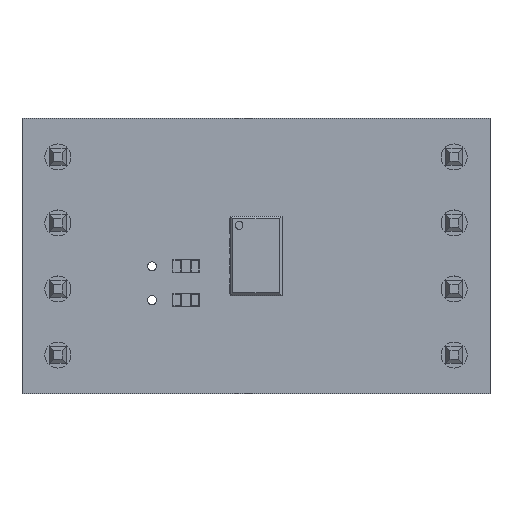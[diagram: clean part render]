
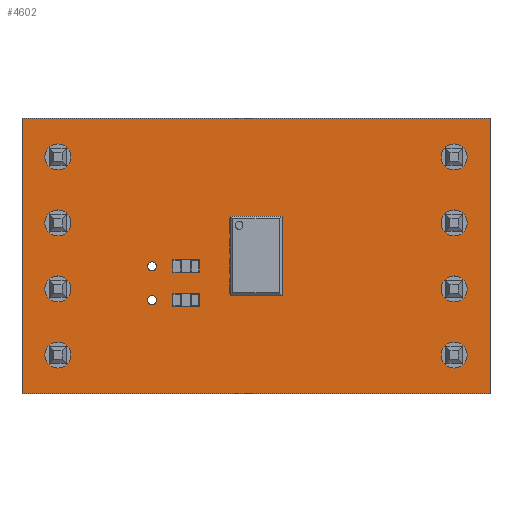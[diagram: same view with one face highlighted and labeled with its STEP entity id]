
A CAD part, top view. The second image highlights one B-rep face of the part: STEP entity #4602.
In plain terms, the highlighted planar face has unit normal (0, 0, 1).
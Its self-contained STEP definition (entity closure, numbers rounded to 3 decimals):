
#67=FACE_BOUND('',#614,.T.);
#68=FACE_BOUND('',#615,.T.);
#69=FACE_BOUND('',#616,.T.);
#70=FACE_BOUND('',#617,.T.);
#71=FACE_BOUND('',#618,.T.);
#72=FACE_BOUND('',#619,.T.);
#73=FACE_BOUND('',#620,.T.);
#74=FACE_BOUND('',#621,.T.);
#75=FACE_BOUND('',#622,.T.);
#76=FACE_BOUND('',#623,.T.);
#102=PLANE('',#4954);
#333=FACE_OUTER_BOUND('',#613,.T.);
#613=EDGE_LOOP('',(#3095,#3096,#3097,#3098));
#614=EDGE_LOOP('',(#3099));
#615=EDGE_LOOP('',(#3100));
#616=EDGE_LOOP('',(#3101));
#617=EDGE_LOOP('',(#3102));
#618=EDGE_LOOP('',(#3103));
#619=EDGE_LOOP('',(#3104));
#620=EDGE_LOOP('',(#3105));
#621=EDGE_LOOP('',(#3106));
#622=EDGE_LOOP('',(#3107));
#623=EDGE_LOOP('',(#3108));
#922=LINE('',#6657,#1455);
#925=LINE('',#6663,#1458);
#928=LINE('',#6669,#1461);
#931=LINE('',#6673,#1464);
#1455=VECTOR('',#5376,10.);
#1458=VECTOR('',#5381,10.);
#1461=VECTOR('',#5386,10.);
#1464=VECTOR('',#5391,10.);
#1977=CIRCLE('',#4922,0.5);
#1979=CIRCLE('',#4925,0.5);
#1981=CIRCLE('',#4928,0.175);
#1983=CIRCLE('',#4931,0.5);
#1985=CIRCLE('',#4934,0.175);
#1987=CIRCLE('',#4937,0.5);
#1989=CIRCLE('',#4940,0.5);
#1991=CIRCLE('',#4943,0.5);
#1993=CIRCLE('',#4946,0.5);
#1995=CIRCLE('',#4949,0.5);
#2063=VERTEX_POINT('',#6593);
#2065=VERTEX_POINT('',#6599);
#2067=VERTEX_POINT('',#6605);
#2069=VERTEX_POINT('',#6611);
#2071=VERTEX_POINT('',#6617);
#2073=VERTEX_POINT('',#6623);
#2075=VERTEX_POINT('',#6629);
#2077=VERTEX_POINT('',#6635);
#2079=VERTEX_POINT('',#6641);
#2081=VERTEX_POINT('',#6647);
#2084=VERTEX_POINT('',#6654);
#2085=VERTEX_POINT('',#6656);
#2087=VERTEX_POINT('',#6662);
#2089=VERTEX_POINT('',#6668);
#2422=EDGE_CURVE('',#2063,#2063,#1977,.T.);
#2425=EDGE_CURVE('',#2065,#2065,#1979,.T.);
#2428=EDGE_CURVE('',#2067,#2067,#1981,.T.);
#2431=EDGE_CURVE('',#2069,#2069,#1983,.T.);
#2434=EDGE_CURVE('',#2071,#2071,#1985,.T.);
#2437=EDGE_CURVE('',#2073,#2073,#1987,.T.);
#2440=EDGE_CURVE('',#2075,#2075,#1989,.T.);
#2443=EDGE_CURVE('',#2077,#2077,#1991,.T.);
#2446=EDGE_CURVE('',#2079,#2079,#1993,.T.);
#2449=EDGE_CURVE('',#2081,#2081,#1995,.T.);
#2452=EDGE_CURVE('',#2085,#2084,#922,.T.);
#2455=EDGE_CURVE('',#2087,#2085,#925,.T.);
#2458=EDGE_CURVE('',#2089,#2087,#928,.T.);
#2461=EDGE_CURVE('',#2084,#2089,#931,.T.);
#3095=ORIENTED_EDGE('',*,*,#2461,.T.);
#3096=ORIENTED_EDGE('',*,*,#2458,.T.);
#3097=ORIENTED_EDGE('',*,*,#2455,.T.);
#3098=ORIENTED_EDGE('',*,*,#2452,.T.);
#3099=ORIENTED_EDGE('',*,*,#2422,.T.);
#3100=ORIENTED_EDGE('',*,*,#2425,.T.);
#3101=ORIENTED_EDGE('',*,*,#2428,.T.);
#3102=ORIENTED_EDGE('',*,*,#2431,.T.);
#3103=ORIENTED_EDGE('',*,*,#2434,.T.);
#3104=ORIENTED_EDGE('',*,*,#2437,.T.);
#3105=ORIENTED_EDGE('',*,*,#2440,.T.);
#3106=ORIENTED_EDGE('',*,*,#2443,.T.);
#3107=ORIENTED_EDGE('',*,*,#2446,.T.);
#3108=ORIENTED_EDGE('',*,*,#2449,.T.);
#4602=ADVANCED_FACE('',(#333,#67,#68,#69,#70,#71,#72,#73,#74,#75,#76),#102,
 .T.);
#4922=AXIS2_PLACEMENT_3D('',#6595,#5307,#5308);
#4925=AXIS2_PLACEMENT_3D('',#6601,#5314,#5315);
#4928=AXIS2_PLACEMENT_3D('',#6607,#5321,#5322);
#4931=AXIS2_PLACEMENT_3D('',#6613,#5328,#5329);
#4934=AXIS2_PLACEMENT_3D('',#6619,#5335,#5336);
#4937=AXIS2_PLACEMENT_3D('',#6625,#5342,#5343);
#4940=AXIS2_PLACEMENT_3D('',#6631,#5349,#5350);
#4943=AXIS2_PLACEMENT_3D('',#6637,#5356,#5357);
#4946=AXIS2_PLACEMENT_3D('',#6643,#5363,#5364);
#4949=AXIS2_PLACEMENT_3D('',#6649,#5370,#5371);
#4954=AXIS2_PLACEMENT_3D('',#6674,#5392,#5393);
#5307=DIRECTION('center_axis',(0.,0.,-1.));
#5308=DIRECTION('ref_axis',(-1.,0.,0.));
#5314=DIRECTION('center_axis',(0.,0.,-1.));
#5315=DIRECTION('ref_axis',(-1.,0.,0.));
#5321=DIRECTION('center_axis',(0.,0.,-1.));
#5322=DIRECTION('ref_axis',(1.,0.,0.));
#5328=DIRECTION('center_axis',(0.,0.,-1.));
#5329=DIRECTION('ref_axis',(-1.,0.,0.));
#5335=DIRECTION('center_axis',(0.,0.,-1.));
#5336=DIRECTION('ref_axis',(1.,0.,0.));
#5342=DIRECTION('center_axis',(0.,0.,-1.));
#5343=DIRECTION('ref_axis',(-1.,0.,0.));
#5349=DIRECTION('center_axis',(0.,0.,-1.));
#5350=DIRECTION('ref_axis',(-1.,0.,0.));
#5356=DIRECTION('center_axis',(0.,0.,-1.));
#5357=DIRECTION('ref_axis',(-1.,0.,0.));
#5363=DIRECTION('center_axis',(0.,0.,-1.));
#5364=DIRECTION('ref_axis',(-1.,0.,0.));
#5370=DIRECTION('center_axis',(0.,0.,-1.));
#5371=DIRECTION('ref_axis',(-1.,0.,0.));
#5376=DIRECTION('',(-1.,0.,0.));
#5381=DIRECTION('',(0.,1.,0.));
#5386=DIRECTION('',(1.,0.,0.));
#5391=DIRECTION('',(0.,-1.,0.));
#5392=DIRECTION('center_axis',(0.,0.,1.));
#5393=DIRECTION('ref_axis',(1.,0.,0.));
#6593=CARTESIAN_POINT('',(8.12,-1.27,1.671));
#6595=CARTESIAN_POINT('Origin',(7.62,-1.27,1.671));
#6599=CARTESIAN_POINT('',(8.12,3.81,1.671));
#6601=CARTESIAN_POINT('Origin',(7.62,3.81,1.671));
#6605=CARTESIAN_POINT('',(-4.175,-0.4,1.671));
#6607=CARTESIAN_POINT('Origin',(-4.,-0.4,1.671));
#6611=CARTESIAN_POINT('',(-7.12,1.27,1.671));
#6613=CARTESIAN_POINT('Origin',(-7.62,1.27,1.671));
#6617=CARTESIAN_POINT('',(-4.175,-1.7,1.671));
#6619=CARTESIAN_POINT('Origin',(-4.,-1.7,1.671));
#6623=CARTESIAN_POINT('',(-7.12,3.81,1.671));
#6625=CARTESIAN_POINT('Origin',(-7.62,3.81,1.671));
#6629=CARTESIAN_POINT('',(-7.12,-1.27,1.671));
#6631=CARTESIAN_POINT('Origin',(-7.62,-1.27,1.671));
#6635=CARTESIAN_POINT('',(-7.12,-3.81,1.671));
#6637=CARTESIAN_POINT('Origin',(-7.62,-3.81,1.671));
#6641=CARTESIAN_POINT('',(8.12,1.27,1.671));
#6643=CARTESIAN_POINT('Origin',(7.62,1.27,1.671));
#6647=CARTESIAN_POINT('',(8.12,-3.81,1.671));
#6649=CARTESIAN_POINT('Origin',(7.62,-3.81,1.671));
#6654=CARTESIAN_POINT('',(-9.,5.3,1.671));
#6656=CARTESIAN_POINT('',(9.,5.3,1.671));
#6657=CARTESIAN_POINT('',(9.,5.3,1.671));
#6662=CARTESIAN_POINT('',(9.,-5.3,1.671));
#6663=CARTESIAN_POINT('',(9.,-5.3,1.671));
#6668=CARTESIAN_POINT('',(-9.,-5.3,1.671));
#6669=CARTESIAN_POINT('',(-9.,-5.3,1.671));
#6673=CARTESIAN_POINT('',(-9.,5.3,1.671));
#6674=CARTESIAN_POINT('Origin',(0.,0.,1.671));
